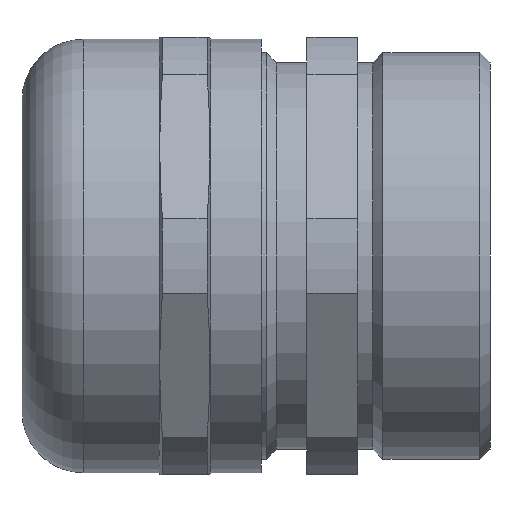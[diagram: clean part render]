
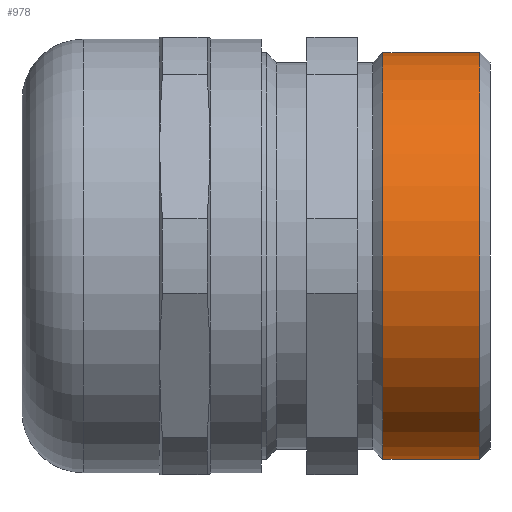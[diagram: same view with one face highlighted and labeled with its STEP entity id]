
A CAD part, front view. The second image highlights one B-rep face of the part: STEP entity #978.
In plain terms, the highlighted cylindrical face has radius 20 mm (diameter 40 mm), a partial arc.
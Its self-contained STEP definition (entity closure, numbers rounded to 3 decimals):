
#300=CARTESIAN_POINT('',(4.,0.,0.));
#301=DIRECTION('',(-1.,0.,0.));
#302=DIRECTION('',(0.,0.,-1.));
#303=AXIS2_PLACEMENT_3D('',#300,#301,#302);
#314=DIRECTION('',(-1.,0.,0.));
#315=VECTOR('',#314,9.525);
#316=CARTESIAN_POINT('',(4.,0.,20.));
#317=LINE('',#316,#315);
#318=DIRECTION('',(-1.,0.,0.));
#319=VECTOR('',#318,9.525);
#320=CARTESIAN_POINT('',(4.,0.,-20.));
#321=LINE('',#320,#319);
#326=CARTESIAN_POINT('',(-5.525,0.,0.));
#327=DIRECTION('',(1.,0.,0.));
#328=DIRECTION('',(0.,0.,1.));
#329=AXIS2_PLACEMENT_3D('',#326,#327,#328);
#475=CARTESIAN_POINT('',(-5.525,0.,-20.));
#476=CARTESIAN_POINT('',(-5.525,0.,20.));
#477=VERTEX_POINT('',#475);
#478=VERTEX_POINT('',#476);
#499=CARTESIAN_POINT('',(4.,0.,-20.));
#500=VERTEX_POINT('',#499);
#501=CARTESIAN_POINT('',(4.,0.,20.));
#502=VERTEX_POINT('',#501);
#966=CARTESIAN_POINT('',(-27.,0.,0.));
#967=DIRECTION('',(-1.,0.,0.));
#968=DIRECTION('',(0.,0.,1.));
#969=AXIS2_PLACEMENT_3D('',#966,#967,#968);
#970=CYLINDRICAL_SURFACE('',#969,20.);
#971=ORIENTED_EDGE('',*,*,#961,.T.);
#973=ORIENTED_EDGE('',*,*,#972,.F.);
#974=ORIENTED_EDGE('',*,*,#957,.F.);
#975=ORIENTED_EDGE('',*,*,#930,.F.);
#976=EDGE_LOOP('',(#971,#973,#974,#975));
#977=FACE_OUTER_BOUND('',#976,.F.);
#978=ADVANCED_FACE('',(#977),#970,.T.);
#304=CIRCLE('',#303,20.);
#330=CIRCLE('',#329,20.);
#930=EDGE_CURVE('',#500,#502,#304,.T.);
#957=EDGE_CURVE('',#502,#478,#317,.T.);
#961=EDGE_CURVE('',#500,#477,#321,.T.);
#972=EDGE_CURVE('',#478,#477,#330,.T.);
